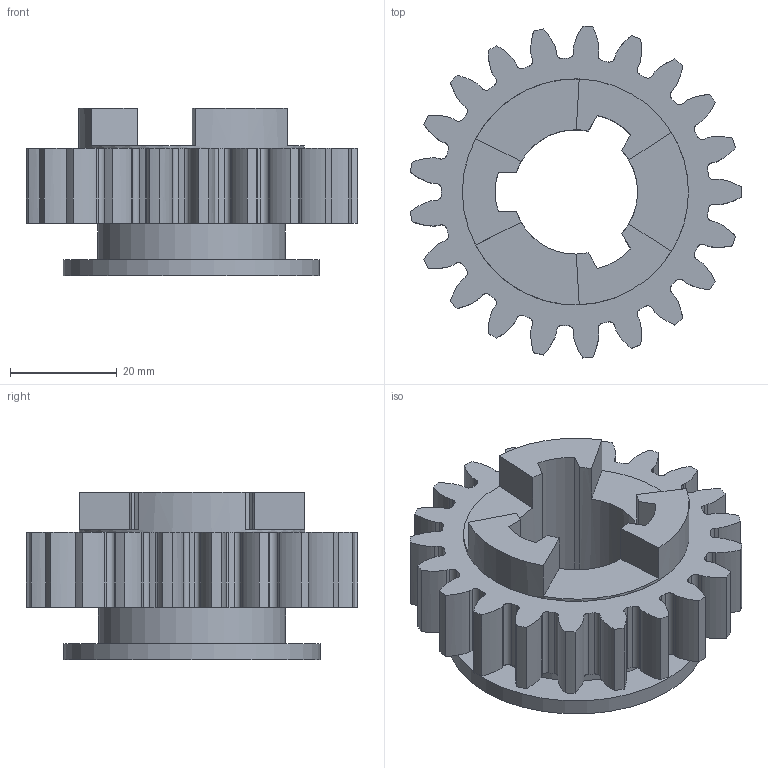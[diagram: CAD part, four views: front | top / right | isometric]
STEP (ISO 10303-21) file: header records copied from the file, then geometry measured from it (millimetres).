
FILE_DESCRIPTION(/* description */ (''),/* implementation_level */ '2;1');
FILE_NAME(/* name */ 'Pignon 2-3 v17.step',/* time_stamp */ '2021-06-15T12:46:30+02:00',/* author */ (''),/* organization */ (''),/* preprocessor_version */ 'ST-DEVELOPER v18.1',/* originating_system */ 'Autodesk Translation Framework v10.9.0.1377',/* authorisation */ '');
FILE_SCHEMA (('AUTOMOTIVE_DESIGN { 1 0 10303 214 3 1 1 }'));
Length unit declared in the file: millimetre
Products named in the file (2): Pignon 2-3; Spur Gear (21 teeth) (1)
Assembly tree (1 placements, depth 2):
  Pignon 2-3
    Spur Gear (21 teeth) (1)
Bounding box: 61.88 x 62.04 x 31.3 mm (x, y, z)
Volume: 38106.8 mm3; surface area: 15342.3 mm2
Topology: 1 solids, 1 shells, 201 faces, 588 edges, 392 vertices
Faces by surface type: cylinder 94, plane 65, bspline 42
Full cylindrical faces by diameter (mm): 35 x1, 42.25 x1, 47.9 x1, 48.35 x1
Entity records: 18833 total; most frequent: CARTESIAN_POINT 13658, ORIENTED_EDGE 1176, DIRECTION 1028, EDGE_CURVE 588, VERTEX_POINT 392, AXIS2_PLACEMENT_3D 362, LINE 304, VECTOR 304
